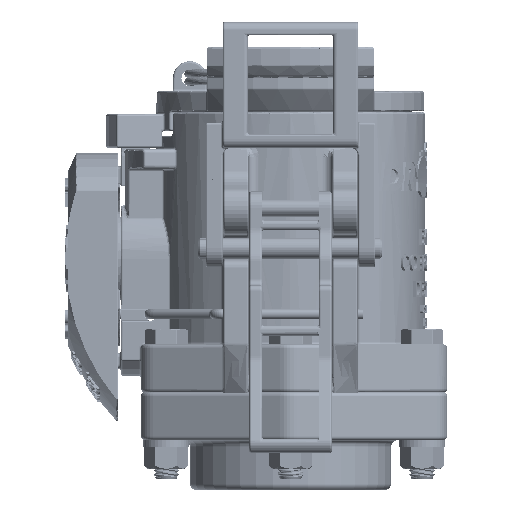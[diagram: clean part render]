
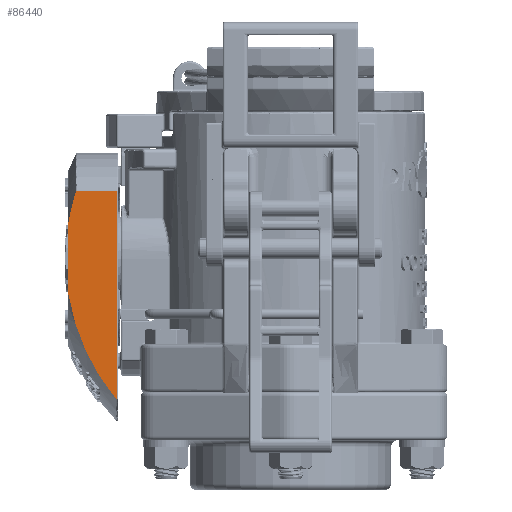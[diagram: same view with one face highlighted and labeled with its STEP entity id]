
A CAD part, left-side view. The second image highlights one B-rep face of the part: STEP entity #86440.
In plain terms, the highlighted planar face has unit normal (-1, 0, 0).
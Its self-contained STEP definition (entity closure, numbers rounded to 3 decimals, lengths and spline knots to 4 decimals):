
#3652=B_SPLINE_CURVE_WITH_KNOTS('',3,(#183298,#183299,#183300,#183301,#183302,
#183303,#183304,#183305),.UNSPECIFIED.,.F.,.F.,(4,2,2,4),(0.,0.018,
0.0373,0.0401),.UNSPECIFIED.);
#3654=B_SPLINE_CURVE_WITH_KNOTS('',3,(#183353,#183354,#183355,#183356),
 .UNSPECIFIED.,.F.,.F.,(4,4),(0.3294,0.3561),
 .UNSPECIFIED.);
#3656=B_SPLINE_CURVE_WITH_KNOTS('',3,(#183373,#183374,#183375,#183376),
 .UNSPECIFIED.,.F.,.F.,(4,4),(1.0829,1.2941),
 .UNSPECIFIED.);
#3657=B_SPLINE_CURVE_WITH_KNOTS('',3,(#183377,#183378,#183379,#183380),
 .UNSPECIFIED.,.F.,.F.,(4,4),(5.4375,5.6487),
 .UNSPECIFIED.);
#6441=PLANE('',#93414);
#8836=LINE('',#172703,#15459);
#10568=LINE('',#183366,#17191);
#10569=LINE('',#183368,#17192);
#15459=VECTOR('',#103511,0.3937);
#17191=VECTOR('',#107681,0.3937);
#17192=VECTOR('',#107684,0.3937);
#24303=FACE_OUTER_BOUND('',#29767,.T.);
#29767=EDGE_LOOP('',(#70039,#70040,#70041,#70042,#70043,#70044,#70045,#70046,
#70047));
#34201=CIRCLE('',#92753,3.2879);
#34303=CIRCLE('',#93415,3.2879);
#38454=VERTEX_POINT('',#172699);
#38456=VERTEX_POINT('',#172702);
#39338=VERTEX_POINT('',#176920);
#39340=VERTEX_POINT('',#176923);
#40283=VERTEX_POINT('',#183283);
#40284=VERTEX_POINT('',#183307);
#40293=VERTEX_POINT('',#183350);
#40294=VERTEX_POINT('',#183352);
#40295=VERTEX_POINT('',#183371);
#47935=EDGE_CURVE('',#38454,#38456,#8836,.T.);
#49060=EDGE_CURVE('',#39338,#39340,#34201,.T.);
#50719=EDGE_CURVE('',#40283,#39338,#3652,.T.);
#50736=EDGE_CURVE('',#40293,#40294,#3654,.T.);
#50738=EDGE_CURVE('',#40284,#40283,#10568,.T.);
#50739=EDGE_CURVE('',#40294,#40284,#10569,.T.);
#50741=EDGE_CURVE('',#40295,#40293,#34303,.T.);
#50742=EDGE_CURVE('',#38456,#40295,#3656,.T.);
#50743=EDGE_CURVE('',#39340,#38454,#3657,.T.);
#70039=ORIENTED_EDGE('',*,*,#50719,.F.);
#70040=ORIENTED_EDGE('',*,*,#50738,.F.);
#70041=ORIENTED_EDGE('',*,*,#50739,.F.);
#70042=ORIENTED_EDGE('',*,*,#50736,.F.);
#70043=ORIENTED_EDGE('',*,*,#50741,.F.);
#70044=ORIENTED_EDGE('',*,*,#50742,.F.);
#70045=ORIENTED_EDGE('',*,*,#47935,.F.);
#70046=ORIENTED_EDGE('',*,*,#50743,.F.);
#70047=ORIENTED_EDGE('',*,*,#49060,.F.);
#86440=ADVANCED_FACE('',(#24303),#6441,.F.);
#92753=AXIS2_PLACEMENT_3D('',#176924,#105143,#105144);
#93414=AXIS2_PLACEMENT_3D('',#183370,#107686,#107687);
#93415=AXIS2_PLACEMENT_3D('',#183372,#107688,#107689);
#103511=DIRECTION('',(0.,0.,1.));
#105143=DIRECTION('center_axis',(1.,0.,0.));
#105144=DIRECTION('ref_axis',(0.,0.,1.));
#107681=DIRECTION('',(0.,0.,-1.));
#107684=DIRECTION('',(0.,-1.,0.));
#107686=DIRECTION('center_axis',(1.,0.,0.));
#107687=DIRECTION('ref_axis',(0.,0.,-1.));
#107688=DIRECTION('center_axis',(1.,0.,0.));
#107689=DIRECTION('ref_axis',(0.,0.,1.));
#172699=CARTESIAN_POINT('',(-1.2,0.75,-0.45));
#172702=CARTESIAN_POINT('',(-1.2,0.75,0.45));
#172703=CARTESIAN_POINT('',(-1.2,0.75,0.));
#176920=CARTESIAN_POINT('',(-1.2,0.0345,-2.0944));
#176923=CARTESIAN_POINT('',(-1.2,0.7434,-0.5388));
#176924=CARTESIAN_POINT('Origin',(-1.2,-2.5,0.));
#183283=CARTESIAN_POINT('',(-1.2,0.02,-2.1015));
#183298=CARTESIAN_POINT('Ctrl Pts',(-1.2,0.02,-2.1015));
#183299=CARTESIAN_POINT('Ctrl Pts',(-1.2,0.0224,-2.1015));
#183300=CARTESIAN_POINT('Ctrl Pts',(-1.2,0.0251,-2.1009));
#183301=CARTESIAN_POINT('Ctrl Pts',(-1.2,0.0296,-2.0989));
#183302=CARTESIAN_POINT('Ctrl Pts',(-1.2,0.032,-2.0971));
#183303=CARTESIAN_POINT('Ctrl Pts',(-1.2,0.034,-2.095));
#183304=CARTESIAN_POINT('Ctrl Pts',(-1.2,0.0342,-2.0947));
#183305=CARTESIAN_POINT('Ctrl Pts',(-1.2,0.0345,-2.0944));
#183307=CARTESIAN_POINT('',(-1.2,0.02,1.005));
#183350=CARTESIAN_POINT('',(-1.2,0.6337,0.9951));
#183352=CARTESIAN_POINT('',(-1.2,0.6287,1.005));
#183353=CARTESIAN_POINT('Ctrl Pts',(-1.2,0.6337,0.9951));
#183354=CARTESIAN_POINT('Ctrl Pts',(-1.2,0.6326,0.9984));
#183355=CARTESIAN_POINT('Ctrl Pts',(-1.2,0.6308,1.0022));
#183356=CARTESIAN_POINT('Ctrl Pts',(-1.2,0.6287,1.005));
#183366=CARTESIAN_POINT('',(-1.2,0.02,0.));
#183368=CARTESIAN_POINT('',(-1.2,0.75,1.005));
#183370=CARTESIAN_POINT('Origin',(-1.2,0.8875,0.));
#183371=CARTESIAN_POINT('',(-1.2,0.7434,0.5388));
#183372=CARTESIAN_POINT('Origin',(-1.2,-2.5,0.));
#183373=CARTESIAN_POINT('Ctrl Pts',(-1.2,0.75,0.45));
#183374=CARTESIAN_POINT('Ctrl Pts',(-1.2,0.75,0.4777));
#183375=CARTESIAN_POINT('Ctrl Pts',(-1.2,0.7483,0.5095));
#183376=CARTESIAN_POINT('Ctrl Pts',(-1.2,0.7434,0.5388));
#183377=CARTESIAN_POINT('Ctrl Pts',(-1.2,0.7434,-0.5388));
#183378=CARTESIAN_POINT('Ctrl Pts',(-1.2,0.7483,-0.5095));
#183379=CARTESIAN_POINT('Ctrl Pts',(-1.2,0.75,-0.4777));
#183380=CARTESIAN_POINT('Ctrl Pts',(-1.2,0.75,-0.45));
